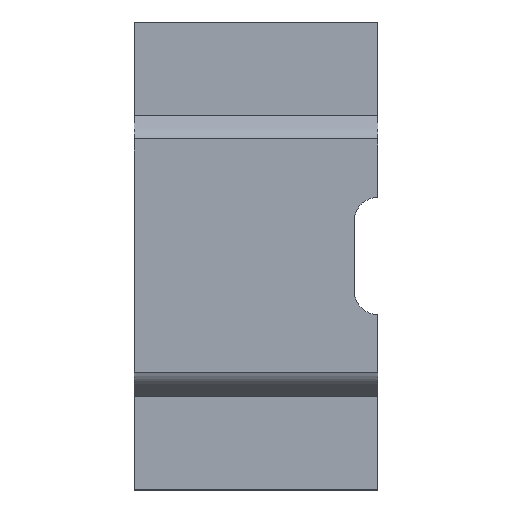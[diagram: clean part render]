
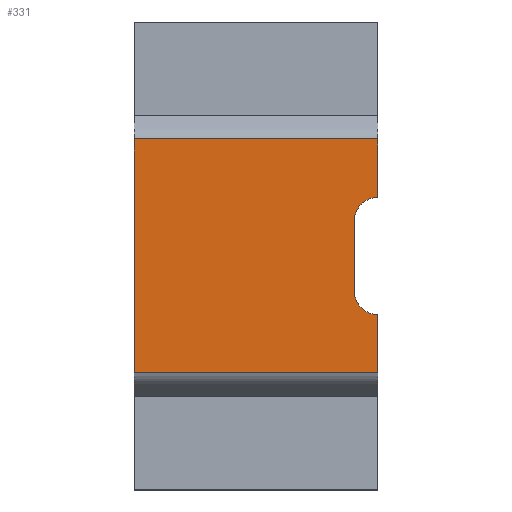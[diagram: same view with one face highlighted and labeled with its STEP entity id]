
A CAD part, top view. The second image highlights one B-rep face of the part: STEP entity #331.
In plain terms, the highlighted planar face has unit normal (0, 0, 1).
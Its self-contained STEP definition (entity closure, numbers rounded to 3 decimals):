
#9 = DIRECTION ( 'NONE',  ( 0., 0., 1. ) ) ;
#18 = PLANE ( 'NONE',  #148 ) ;
#19 = CARTESIAN_POINT ( 'NONE',  ( 0., -2.5, 0.84 ) ) ;
#26 = ORIENTED_EDGE ( 'NONE', *, *, #698, .F. ) ;
#41 = VERTEX_POINT ( 'NONE', #232 ) ;
#46 = ORIENTED_EDGE ( 'NONE', *, *, #712, .F. ) ;
#50 = EDGE_CURVE ( 'NONE', #629, #484, #169, .T. ) ;
#55 = LINE ( 'NONE', #649, #121 ) ;
#75 = VERTEX_POINT ( 'NONE', #243 ) ;
#76 = DIRECTION ( 'NONE',  ( -1., 0., 0. ) ) ;
#77 = ORIENTED_EDGE ( 'NONE', *, *, #558, .F. ) ;
#121 = VECTOR ( 'NONE', #218, 1000. ) ;
#134 = CARTESIAN_POINT ( 'NONE',  ( -2.6, 2.5, 0.84 ) ) ;
#148 = AXIS2_PLACEMENT_3D ( 'NONE', #186, #9, #248 ) ;
#169 = LINE ( 'NONE', #534, #767 ) ;
#181 = CIRCLE ( 'NONE', #207, 0.5 ) ;
#182 = ORIENTED_EDGE ( 'NONE', *, *, #680, .F. ) ;
#186 = CARTESIAN_POINT ( 'NONE',  ( 0., -2.488, 0.84 ) ) ;
#207 = AXIS2_PLACEMENT_3D ( 'NONE', #569, #261, #508 ) ;
#209 = DIRECTION ( 'NONE',  ( 0., 1., 0. ) ) ;
#218 = DIRECTION ( 'NONE',  ( 0., 1., 0. ) ) ;
#219 = EDGE_CURVE ( 'NONE', #41, #260, #316, .T. ) ;
#228 = CARTESIAN_POINT ( 'NONE',  ( 2.6, -0.75, 0.84 ) ) ;
#232 = CARTESIAN_POINT ( 'NONE',  ( 2.6, 2.5, 0.84 ) ) ;
#243 = CARTESIAN_POINT ( 'NONE',  ( -2.6, -2.5, 0.84 ) ) ;
#248 = DIRECTION ( 'NONE',  ( 1., 0., 0. ) ) ;
#250 = VERTEX_POINT ( 'NONE', #425 ) ;
#258 = AXIS2_PLACEMENT_3D ( 'NONE', #228, #701, #527 ) ;
#260 = VERTEX_POINT ( 'NONE', #134 ) ;
#261 = DIRECTION ( 'NONE',  ( 0., 0., 1. ) ) ;
#285 = VECTOR ( 'NONE', #570, 1000. ) ;
#314 = CARTESIAN_POINT ( 'NONE',  ( 2.6, 1.25, 0.84 ) ) ;
#316 = LINE ( 'NONE', #435, #526 ) ;
#319 = CARTESIAN_POINT ( 'NONE',  ( 2.1, -0.75, 0.84 ) ) ;
#331 = ADVANCED_FACE ( 'NONE', ( #437 ), #18, .T. ) ;
#356 = ORIENTED_EDGE ( 'NONE', *, *, #506, .F. ) ;
#360 = VECTOR ( 'NONE', #739, 1000. ) ;
#425 = CARTESIAN_POINT ( 'NONE',  ( 2.6, -1.25, 0.84 ) ) ;
#434 = ORIENTED_EDGE ( 'NONE', *, *, #219, .T. ) ;
#435 = CARTESIAN_POINT ( 'NONE',  ( 0., 2.5, 0.84 ) ) ;
#437 = FACE_OUTER_BOUND ( 'NONE', #662, .T. ) ;
#442 = CARTESIAN_POINT ( 'NONE',  ( 2.6, -2.488, 0.84 ) ) ;
#474 = EDGE_CURVE ( 'NONE', #675, #41, #518, .T. ) ;
#480 = DIRECTION ( 'NONE',  ( 0., -1., 0. ) ) ;
#484 = VERTEX_POINT ( 'NONE', #319 ) ;
#504 = CARTESIAN_POINT ( 'NONE',  ( 2.1, 0.75, 0.84 ) ) ;
#506 = EDGE_CURVE ( 'NONE', #675, #629, #181, .T. ) ;
#508 = DIRECTION ( 'NONE',  ( 1., 0., 0. ) ) ;
#518 = LINE ( 'NONE', #753, #694 ) ;
#524 = ORIENTED_EDGE ( 'NONE', *, *, #50, .F. ) ;
#526 = VECTOR ( 'NONE', #76, 1000. ) ;
#527 = DIRECTION ( 'NONE',  ( 1., 0., 0. ) ) ;
#532 = CIRCLE ( 'NONE', #258, 0.5 ) ;
#534 = CARTESIAN_POINT ( 'NONE',  ( 2.1, 0., 0.84 ) ) ;
#558 = EDGE_CURVE ( 'NONE', #250, #595, #746, .T. ) ;
#560 = LINE ( 'NONE', #19, #360 ) ;
#569 = CARTESIAN_POINT ( 'NONE',  ( 2.6, 0.75, 0.84 ) ) ;
#570 = DIRECTION ( 'NONE',  ( 0., -1., 0. ) ) ;
#595 = VERTEX_POINT ( 'NONE', #684 ) ;
#629 = VERTEX_POINT ( 'NONE', #504 ) ;
#649 = CARTESIAN_POINT ( 'NONE',  ( -2.6, -2.488, 0.84 ) ) ;
#662 = EDGE_LOOP ( 'NONE', ( #182, #77, #26, #524, #356, #695, #434, #46 ) ) ;
#675 = VERTEX_POINT ( 'NONE', #314 ) ;
#680 = EDGE_CURVE ( 'NONE', #595, #75, #560, .T. ) ;
#684 = CARTESIAN_POINT ( 'NONE',  ( 2.6, -2.5, 0.84 ) ) ;
#694 = VECTOR ( 'NONE', #209, 1000. ) ;
#695 = ORIENTED_EDGE ( 'NONE', *, *, #474, .T. ) ;
#698 = EDGE_CURVE ( 'NONE', #484, #250, #532, .T. ) ;
#701 = DIRECTION ( 'NONE',  ( 0., 0., 1. ) ) ;
#712 = EDGE_CURVE ( 'NONE', #75, #260, #55, .T. ) ;
#739 = DIRECTION ( 'NONE',  ( -1., 0., 0. ) ) ;
#746 = LINE ( 'NONE', #442, #285 ) ;
#753 = CARTESIAN_POINT ( 'NONE',  ( 2.6, 2.488, 0.84 ) ) ;
#767 = VECTOR ( 'NONE', #480, 1000. ) ;
